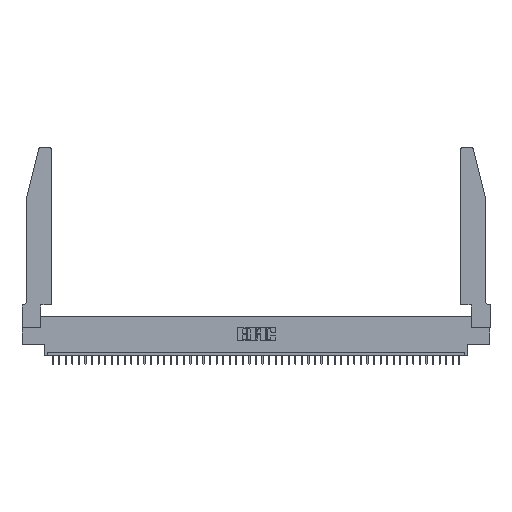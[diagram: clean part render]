
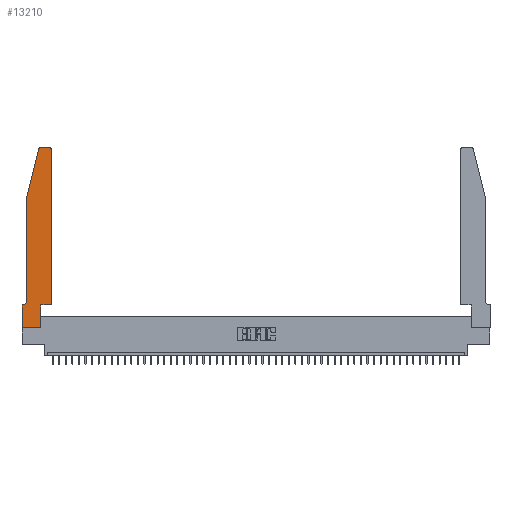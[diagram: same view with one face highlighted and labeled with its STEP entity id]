
A CAD part, top view. The second image highlights one B-rep face of the part: STEP entity #13210.
In plain terms, the highlighted planar face has unit normal (0, 0, 1).
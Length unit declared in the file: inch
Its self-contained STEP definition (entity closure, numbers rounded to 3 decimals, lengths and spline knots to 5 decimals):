
#668 = CARTESIAN_POINT ( 'NONE',  ( 0.4505, 2.72, 0.37 ) ) ;
#843 = ORIENTED_EDGE ( 'NONE', *, *, #46576, .T. ) ;
#1433 = EDGE_CURVE ( 'NONE', #10894, #18004, #47095, .T. ) ;
#1999 = CARTESIAN_POINT ( 'NONE',  ( 0., 0., 0.37 ) ) ;
#2249 = CARTESIAN_POINT ( 'NONE',  ( 0.2605, 2.75, 0.37 ) ) ;
#2367 = PLANE ( 'NONE',  #3428 ) ;
#2465 = CARTESIAN_POINT ( 'NONE',  ( 0., 0.35, 0.37 ) ) ;
#2613 = CARTESIAN_POINT ( 'NONE',  ( 0.0755, 2., 0.37 ) ) ;
#2667 = EDGE_CURVE ( 'NONE', #41000, #7191, #4489, .T. ) ;
#2712 = CARTESIAN_POINT ( 'NONE',  ( 0.0755, 0.35, 0.37 ) ) ;
#3428 = AXIS2_PLACEMENT_3D ( 'NONE', #48504, #48254, #33477 ) ;
#4489 = LINE ( 'NONE', #31578, #24002 ) ;
#5086 = ORIENTED_EDGE ( 'NONE', *, *, #2667, .T. ) ;
#5125 = EDGE_CURVE ( 'NONE', #7191, #11172, #6959, .T. ) ;
#5263 = DIRECTION ( 'NONE',  ( 0., 1., 0. ) ) ;
#5521 = DIRECTION ( 'NONE',  ( 0., 0., 1. ) ) ;
#6411 = CARTESIAN_POINT ( 'NONE',  ( 0.2865, 0., 0.37 ) ) ;
#6473 = LINE ( 'NONE', #2712, #45812 ) ;
#6959 = LINE ( 'NONE', #48343, #33717 ) ;
#7191 = VERTEX_POINT ( 'NONE', #36712 ) ;
#8107 = VERTEX_POINT ( 'NONE', #21555 ) ;
#9510 = DIRECTION ( 'NONE',  ( 0., 0., 1. ) ) ;
#10014 = AXIS2_PLACEMENT_3D ( 'NONE', #33575, #9510, #34555 ) ;
#10141 = DIRECTION ( 'NONE',  ( -0.239, -0.971, 0. ) ) ;
#10894 = VERTEX_POINT ( 'NONE', #2465 ) ;
#11046 = CARTESIAN_POINT ( 'NONE',  ( 0.0755, 2., 0.37 ) ) ;
#11172 = VERTEX_POINT ( 'NONE', #668 ) ;
#11699 = EDGE_CURVE ( 'NONE', #13372, #27210, #23184, .T. ) ;
#12252 = CARTESIAN_POINT ( 'NONE',  ( 0., 0., 0.37 ) ) ;
#12273 = EDGE_CURVE ( 'NONE', #27210, #10894, #6473, .T. ) ;
#13079 = EDGE_LOOP ( 'NONE', ( #48660, #843, #20367, #32688, #15248, #44410, #46608, #29236, #18616, #5086, #34279, #49056 ) ) ;
#13210 = ADVANCED_FACE ( 'NONE', ( #17673 ), #2367, .T. ) ;
#13372 = VERTEX_POINT ( 'NONE', #22920 ) ;
#13978 = VECTOR ( 'NONE', #46373, 39.37008 ) ;
#13992 = DIRECTION ( 'NONE',  ( 0., 1., 0. ) ) ;
#15134 = VECTOR ( 'NONE', #16270, 39.37008 ) ;
#15248 = ORIENTED_EDGE ( 'NONE', *, *, #11699, .T. ) ;
#15790 = LINE ( 'NONE', #11046, #13978 ) ;
#16270 = DIRECTION ( 'NONE',  ( 0., -1., 0. ) ) ;
#16369 = CARTESIAN_POINT ( 'NONE',  ( 0., 0., 0.37 ) ) ;
#16863 = LINE ( 'NONE', #16369, #17389 ) ;
#17389 = VECTOR ( 'NONE', #43176, 39.37008 ) ;
#17673 = FACE_OUTER_BOUND ( 'NONE', #13079, .T. ) ;
#17770 = VERTEX_POINT ( 'NONE', #45158 ) ;
#18004 = VERTEX_POINT ( 'NONE', #1999 ) ;
#18017 = DIRECTION ( 'NONE',  ( -1., 0., 0. ) ) ;
#18285 = CIRCLE ( 'NONE', #32716, 0.03 ) ;
#18616 = ORIENTED_EDGE ( 'NONE', *, *, #26446, .T. ) ;
#19213 = AXIS2_PLACEMENT_3D ( 'NONE', #46249, #34730, #23928 ) ;
#20367 = ORIENTED_EDGE ( 'NONE', *, *, #44559, .T. ) ;
#21555 = CARTESIAN_POINT ( 'NONE',  ( 0.284, 2.75, 0.37 ) ) ;
#22920 = CARTESIAN_POINT ( 'NONE',  ( 0.0755, 0.42, 0.37 ) ) ;
#23184 = CIRCLE ( 'NONE', #19213, 0.07 ) ;
#23928 = DIRECTION ( 'NONE',  ( -1., 0., 0. ) ) ;
#24002 = VECTOR ( 'NONE', #28070, 39.37008 ) ;
#24076 = DIRECTION ( 'NONE',  ( -1., 0., 0. ) ) ;
#24834 = LINE ( 'NONE', #40110, #32865 ) ;
#26446 = EDGE_CURVE ( 'NONE', #32276, #41000, #24834, .T. ) ;
#27210 = VERTEX_POINT ( 'NONE', #38946 ) ;
#28070 = DIRECTION ( 'NONE',  ( 1., 0., 0. ) ) ;
#28640 = VERTEX_POINT ( 'NONE', #32162 ) ;
#29236 = ORIENTED_EDGE ( 'NONE', *, *, #44833, .T. ) ;
#30683 = CARTESIAN_POINT ( 'NONE',  ( 0.4205, 2.75, 0.37 ) ) ;
#31578 = CARTESIAN_POINT ( 'NONE',  ( 0.4505, 0.35, 0.37 ) ) ;
#31643 = CIRCLE ( 'NONE', #10014, 0.03 ) ;
#32162 = CARTESIAN_POINT ( 'NONE',  ( 0.0755, 2., 0.37 ) ) ;
#32276 = VERTEX_POINT ( 'NONE', #6411 ) ;
#32688 = ORIENTED_EDGE ( 'NONE', *, *, #40733, .T. ) ;
#32716 = AXIS2_PLACEMENT_3D ( 'NONE', #39371, #5521, #36122 ) ;
#32865 = VECTOR ( 'NONE', #5263, 39.37008 ) ;
#32877 = VERTEX_POINT ( 'NONE', #30683 ) ;
#33477 = DIRECTION ( 'NONE',  ( 1., 0., 0. ) ) ;
#33575 = CARTESIAN_POINT ( 'NONE',  ( 0.4205, 2.72, 0.37 ) ) ;
#33711 = LINE ( 'NONE', #2613, #36576 ) ;
#33717 = VECTOR ( 'NONE', #13992, 39.37008 ) ;
#34279 = ORIENTED_EDGE ( 'NONE', *, *, #5125, .T. ) ;
#34555 = DIRECTION ( 'NONE',  ( 1., 0., 0. ) ) ;
#34730 = DIRECTION ( 'NONE',  ( 0., 0., -1. ) ) ;
#35700 = VECTOR ( 'NONE', #24076, 39.37008 ) ;
#36073 = EDGE_CURVE ( 'NONE', #32877, #8107, #36607, .T. ) ;
#36122 = DIRECTION ( 'NONE',  ( 1., 0., 0. ) ) ;
#36576 = VECTOR ( 'NONE', #10141, 39.37008 ) ;
#36607 = LINE ( 'NONE', #2249, #35700 ) ;
#36712 = CARTESIAN_POINT ( 'NONE',  ( 0.4505, 0.35, 0.37 ) ) ;
#38946 = CARTESIAN_POINT ( 'NONE',  ( 0.0055, 0.35, 0.37 ) ) ;
#39371 = CARTESIAN_POINT ( 'NONE',  ( 0.284, 2.72, 0.37 ) ) ;
#40110 = CARTESIAN_POINT ( 'NONE',  ( 0.2865, 0.35, 0.37 ) ) ;
#40733 = EDGE_CURVE ( 'NONE', #28640, #13372, #15790, .T. ) ;
#41000 = VERTEX_POINT ( 'NONE', #44599 ) ;
#41021 = EDGE_CURVE ( 'NONE', #11172, #32877, #31643, .T. ) ;
#43176 = DIRECTION ( 'NONE',  ( 1., 0., 0. ) ) ;
#44410 = ORIENTED_EDGE ( 'NONE', *, *, #12273, .T. ) ;
#44559 = EDGE_CURVE ( 'NONE', #17770, #28640, #33711, .T. ) ;
#44599 = CARTESIAN_POINT ( 'NONE',  ( 0.2865, 0.35, 0.37 ) ) ;
#44833 = EDGE_CURVE ( 'NONE', #18004, #32276, #16863, .T. ) ;
#45158 = CARTESIAN_POINT ( 'NONE',  ( 0.25487, 2.72718, 0.37 ) ) ;
#45812 = VECTOR ( 'NONE', #18017, 39.37008 ) ;
#46249 = CARTESIAN_POINT ( 'NONE',  ( 0.0055, 0.42, 0.37 ) ) ;
#46373 = DIRECTION ( 'NONE',  ( 0., -1., 0. ) ) ;
#46576 = EDGE_CURVE ( 'NONE', #8107, #17770, #18285, .T. ) ;
#46608 = ORIENTED_EDGE ( 'NONE', *, *, #1433, .T. ) ;
#47095 = LINE ( 'NONE', #12252, #15134 ) ;
#48254 = DIRECTION ( 'NONE',  ( 0., 0., 1. ) ) ;
#48343 = CARTESIAN_POINT ( 'NONE',  ( 0.4505, 0.35, 0.37 ) ) ;
#48504 = CARTESIAN_POINT ( 'NONE',  ( 0., 0.35, 0.37 ) ) ;
#48660 = ORIENTED_EDGE ( 'NONE', *, *, #36073, .T. ) ;
#49056 = ORIENTED_EDGE ( 'NONE', *, *, #41021, .T. ) ;
